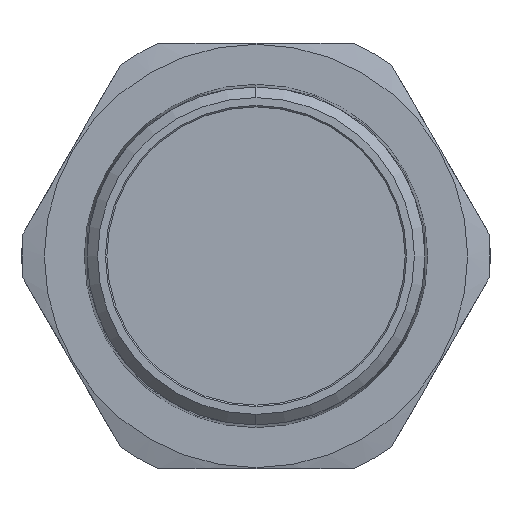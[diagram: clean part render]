
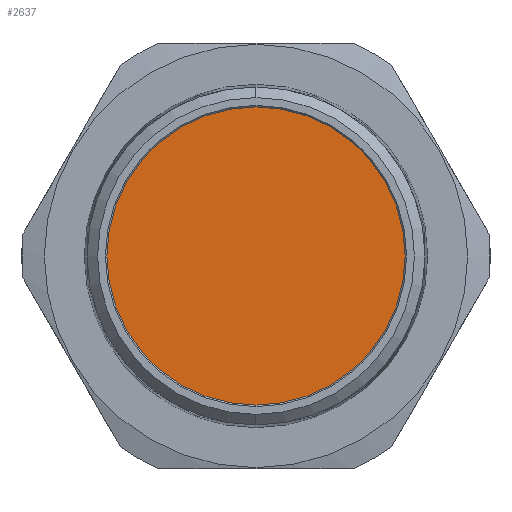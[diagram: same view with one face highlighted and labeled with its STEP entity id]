
A CAD part, left-side view. The second image highlights one B-rep face of the part: STEP entity #2637.
In plain terms, the highlighted planar face has unit normal (1, 0, 0).
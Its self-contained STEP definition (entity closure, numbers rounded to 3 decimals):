
#26 = DIRECTION ( 'NONE',  ( -1., 0., 0. ) ) ;
#54 = DIRECTION ( 'NONE',  ( 0., -0.95, -0.313 ) ) ;
#101 = DIRECTION ( 'NONE',  ( 0., 0.967, -0.254 ) ) ;
#233 = CARTESIAN_POINT ( 'NONE',  ( 41.2, 28.307, 9.324 ) ) ;
#286 = VERTEX_POINT ( 'NONE', #233 ) ;
#348 = CARTESIAN_POINT ( 'NONE',  ( 41.2, -28.778, 7.542 ) ) ;
#356 = ORIENTED_EDGE ( 'NONE', *, *, #2850, .T. ) ;
#385 = CARTESIAN_POINT ( 'NONE',  ( 41.2, 0., 0. ) ) ;
#391 = CIRCLE ( 'NONE', #525, 29.804 ) ;
#525 = AXIS2_PLACEMENT_3D ( 'NONE', #2210, #830, #2620 ) ;
#642 = CIRCLE ( 'NONE', #853, 29.75 ) ;
#656 = DIRECTION ( 'NONE',  ( -1., 0., 0. ) ) ;
#830 = DIRECTION ( 'NONE',  ( -1., 0., 0. ) ) ;
#853 = AXIS2_PLACEMENT_3D ( 'NONE', #385, #656, #3289 ) ;
#890 = DIRECTION ( 'NONE',  ( -1., 0., 0. ) ) ;
#944 = VERTEX_POINT ( 'NONE', #2370 ) ;
#1132 = VERTEX_POINT ( 'NONE', #2101 ) ;
#1170 = ORIENTED_EDGE ( 'NONE', *, *, #2902, .T. ) ;
#1349 = CARTESIAN_POINT ( 'NONE',  ( 41.2, 0., 0. ) ) ;
#1391 = VERTEX_POINT ( 'NONE', #348 ) ;
#1828 = EDGE_LOOP ( 'NONE', ( #2882, #2483 ) ) ;
#1840 = DIRECTION ( 'NONE',  ( 0., 0.967, -0.254 ) ) ;
#1866 = CIRCLE ( 'NONE', #2819, 29.804 ) ;
#1906 = CIRCLE ( 'NONE', #2462, 29.75 ) ;
#2068 = AXIS2_PLACEMENT_3D ( 'NONE', #2378, #26, #1840 ) ;
#2101 = CARTESIAN_POINT ( 'NONE',  ( 41.2, 28.778, -7.542 ) ) ;
#2210 = CARTESIAN_POINT ( 'NONE',  ( 41.2, 0., 0. ) ) ;
#2216 = EDGE_CURVE ( 'NONE', #944, #286, #391, .T. ) ;
#2313 = FACE_BOUND ( 'NONE', #2348, .T. ) ;
#2348 = EDGE_LOOP ( 'NONE', ( #356, #1170 ) ) ;
#2370 = CARTESIAN_POINT ( 'NONE',  ( 41.2, -28.307, -9.324 ) ) ;
#2378 = CARTESIAN_POINT ( 'NONE',  ( 41.2, -7.542, -28.778 ) ) ;
#2458 = CARTESIAN_POINT ( 'NONE',  ( 41.2, 0., 0. ) ) ;
#2462 = AXIS2_PLACEMENT_3D ( 'NONE', #2458, #890, #101 ) ;
#2483 = ORIENTED_EDGE ( 'NONE', *, *, #2216, .F. ) ;
#2551 = FACE_OUTER_BOUND ( 'NONE', #1828, .T. ) ;
#2620 = DIRECTION ( 'NONE',  ( 0., -0.95, -0.313 ) ) ;
#2637 = ADVANCED_FACE ( 'NONE', ( #2313, #2551 ), #3394, .F. ) ;
#2675 = EDGE_CURVE ( 'NONE', #286, #944, #1866, .T. ) ;
#2819 = AXIS2_PLACEMENT_3D ( 'NONE', #1349, #3196, #54 ) ;
#2850 = EDGE_CURVE ( 'NONE', #1132, #1391, #1906, .T. ) ;
#2882 = ORIENTED_EDGE ( 'NONE', *, *, #2675, .F. ) ;
#2902 = EDGE_CURVE ( 'NONE', #1391, #1132, #642, .T. ) ;
#3196 = DIRECTION ( 'NONE',  ( -1., 0., 0. ) ) ;
#3289 = DIRECTION ( 'NONE',  ( 0., 0.967, -0.254 ) ) ;
#3394 = PLANE ( 'NONE',  #2068 ) ;
